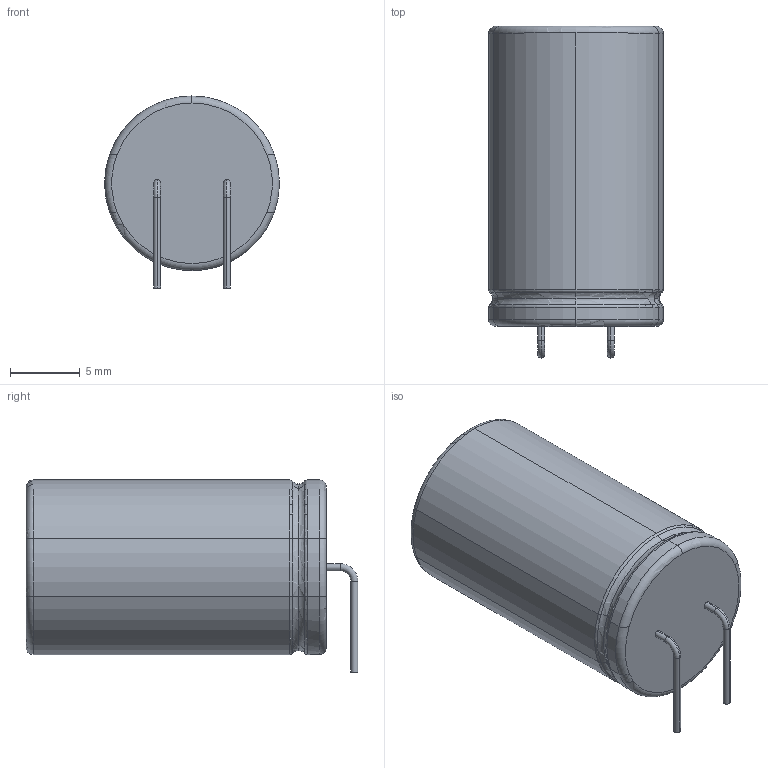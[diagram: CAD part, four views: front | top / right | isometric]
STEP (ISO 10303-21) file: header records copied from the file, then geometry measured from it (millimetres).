
FILE_DESCRIPTION(('FreeCAD Model'),'2;1');
FILE_NAME('RADIAL_CAPACITOR_-_UBY1V132MHL1TO.step','2017-02-23T17:07:52',( 'kicad StepUp'),('ksu MCAD'),'Open CASCADE STEP processor 6.8', 'FreeCAD','Unknown');
FILE_SCHEMA(('AUTOMOTIVE_DESIGN_CC2 { 1 2 10303 214 -1 1 5 4 }'));
Length unit declared in the file: millimetre
Products named in the file (1): RADIAL_CAPACITOR_-_UBY1V132MHL1TO
Bounding box: 12.5 x 23.75 x 13.75 mm (x, y, z)
Volume: 2621.2 mm3; surface area: 1109.7 mm2
Topology: 1 solids, 1 shells, 59 faces, 124 edges, 70 vertices
Faces by surface type: torus 34, cylinder 20, plane 5
Entity records: 2079 total; most frequent: CARTESIAN_POINT 380, DIRECTION 300, ORIENTED_EDGE 248, AXIS2_PLACEMENT_3D 140, EDGE_CURVE 124, CIRCLE 80, VERTEX_POINT 70, FACE_BOUND 62
